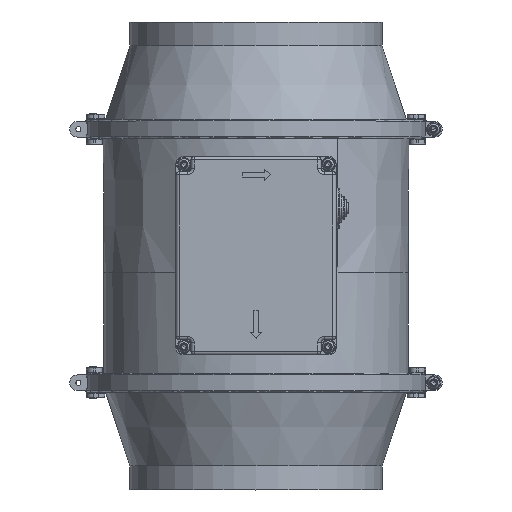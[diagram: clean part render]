
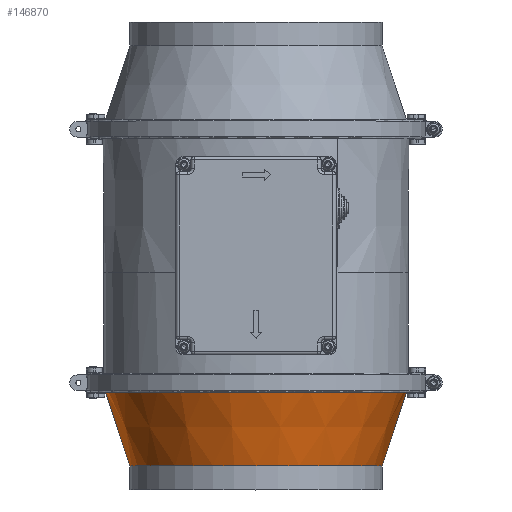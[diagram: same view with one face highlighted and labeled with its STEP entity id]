
A CAD part, top view. The second image highlights one B-rep face of the part: STEP entity #146870.
In plain terms, the highlighted conical face has half-angle 18.27 degrees and reference radius 95.651 mm.
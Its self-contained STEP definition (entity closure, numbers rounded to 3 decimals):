
#146460=CARTESIAN_POINT('',(-0.019,-1.548,
0.089));
#146470=DIRECTION('',(0.,-1.,0.));
#146480=DIRECTION('',(0.918,0.,
0.395));
#146490=AXIS2_PLACEMENT_3D('',#146460,#146470,#146480);
#146500=CONICAL_SURFACE('',#146490,95.651,0.319);
#146510=CARTESIAN_POINT('',(-87.874,-1.548,
-37.736));
#146520=DIRECTION('',(-0.288,-0.95,
-0.124));
#146530=VECTOR('',#146520,305.118);
#146540=LINE('',#146510,#146530);
#146550=CARTESIAN_POINT('',(-73.039,47.376,
-31.349));
#146560=VERTEX_POINT('',#146550);
#146570=CARTESIAN_POINT('',(-87.874,-1.548,
-37.736));
#146580=VERTEX_POINT('',#146570);
#146590=EDGE_CURVE('',#146560,#146580,#146540,.T.);
#146600=ORIENTED_EDGE('',*,*,#146590,.F.);
#146610=CARTESIAN_POINT('',(-0.019,-1.548,
0.089));
#146620=DIRECTION('',(0.,-1.,0.));
#146630=DIRECTION('',(0.918,0.,
0.395));
#146640=AXIS2_PLACEMENT_3D('',#146610,#146620,#146630);
#146650=CIRCLE('',#146640,95.651);
#146660=CARTESIAN_POINT('',(87.835,-1.548,
37.915));
#146670=VERTEX_POINT('',#146660);
#146680=EDGE_CURVE('',#146580,#146670,#146650,.T.);
#146690=ORIENTED_EDGE('',*,*,#146680,.F.);
#146700=CARTESIAN_POINT('',(87.835,-1.548,
37.915));
#146710=DIRECTION('',(0.288,-0.95,
0.124));
#146720=VECTOR('',#146710,305.118);
#146730=LINE('',#146700,#146720);
#146740=CARTESIAN_POINT('',(73.,47.376,
31.528));
#146750=VERTEX_POINT('',#146740);
#146760=EDGE_CURVE('',#146750,#146670,#146730,.T.);
#146770=ORIENTED_EDGE('',*,*,#146760,.T.);
#146780=CARTESIAN_POINT('',(-0.019,47.376,
0.089));
#146790=DIRECTION('',(0.,-1.,0.));
#146800=DIRECTION('',(0.918,0.,
0.395));
#146810=AXIS2_PLACEMENT_3D('',#146780,#146790,#146800);
#146820=CIRCLE('',#146810,79.5);
#146830=EDGE_CURVE('',#146560,#146750,#146820,.T.);
#146840=ORIENTED_EDGE('',*,*,#146830,.T.);
#146850=EDGE_LOOP('',(#146840,#146770,#146690,#146600));
#146860=FACE_OUTER_BOUND('',#146850,.T.);
#146870=ADVANCED_FACE('',(#146860),#146500,.T.);
